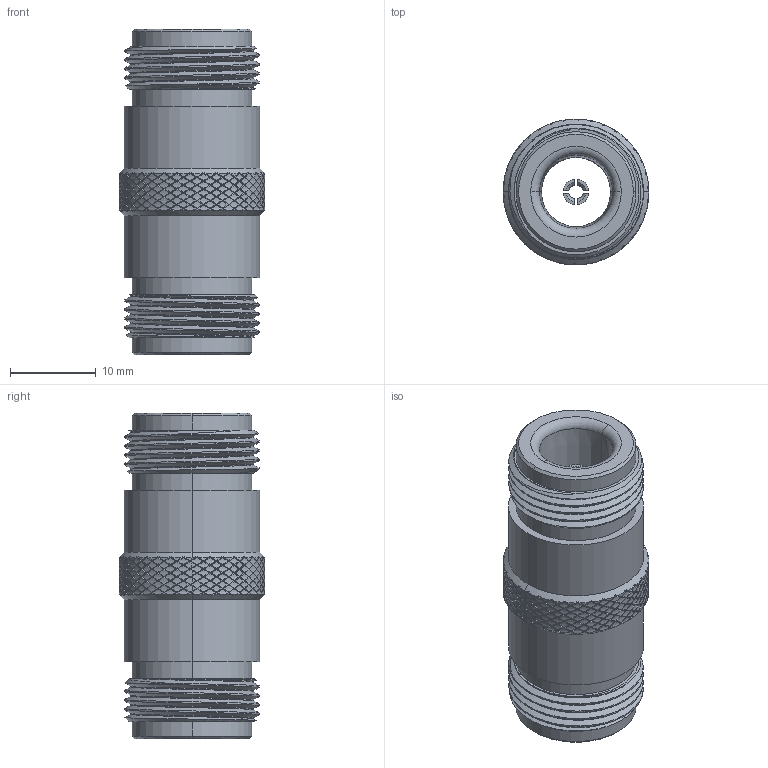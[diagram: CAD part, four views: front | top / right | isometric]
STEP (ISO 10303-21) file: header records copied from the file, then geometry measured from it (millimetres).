
FILE_DESCRIPTION (( 'STEP AP214' ), '1' );
FILE_NAME ('25-500-1-B3.STEP', '2025-02-27T20:20:55', ( '' ), ( '' ), 'SwSTEP 2.0', 'SolidWorks 2024', '' );
FILE_SCHEMA (( 'AUTOMOTIVE_DESIGN' ));
Products named in the file (1): 25-500-1-B3
Bounding box: 17 x 17 x 38 mm (x, y, z)
Surface area: 3525.3 mm2 (no closed solid volume)
Topology: 0 solids, 10 shells, 1897 faces, 4172 edges, 2251 vertices
Faces by surface type: bspline 1417, cylinder 417, cone 30, plane 29, torus 4
Entity records: 174733 total; most frequent: CARTESIAN_POINT 150374, ORIENTED_EDGE 8106, EDGE_CURVE 4172, VERTEX_POINT 2251, EDGE_LOOP 1906, ADVANCED_FACE 1897, FACE_OUTER_BOUND 1897, DIRECTION 1461
